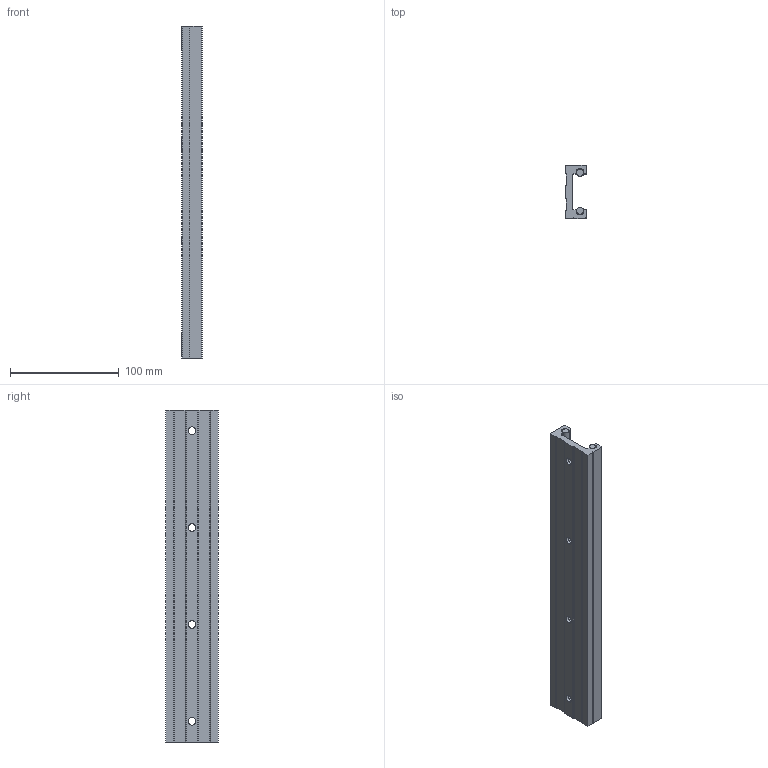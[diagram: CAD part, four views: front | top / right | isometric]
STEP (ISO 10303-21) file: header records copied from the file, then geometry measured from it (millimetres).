
FILE_DESCRIPTION (( 'STEP AP214' ), '1' );
FILE_NAME ('CRT_DC008A8D0D.step', '2022-09-19T15:53:15', ( '' ), ( '' ), 'SwSTEP 2.0', 'SolidWorks 2019', '' );
FILE_SCHEMA (( 'AUTOMOTIVE_DESIGN' ));
Length unit declared in the file: inch
Products named in the file (3): 4GCLUkmXda_CADModel_0; CRT_DC008A8D0D
Assembly tree (1 placements, depth 2):
  4GCLUkmXda_CADModel_0
  CRT_DC008A8D0D
    4GCLUkmXda_CADModel_0
Bounding box: 19.05 x 48.51 x 304.8 mm (x, y, z)
Volume: 148217.1 mm3; surface area: 68251.4 mm2
Topology: 3 solids, 3 shells, 128 faces, 354 edges, 236 vertices
Faces by surface type: cylinder 80, plane 48
Entity records: 5949 total; most frequent: DIRECTION 780, CARTESIAN_POINT 723, ORIENTED_EDGE 708, EDGE_CURVE 354, AXIS2_PLACEMENT_3D 293, VERTEX_POINT 236, VECTOR 194, LINE 194
